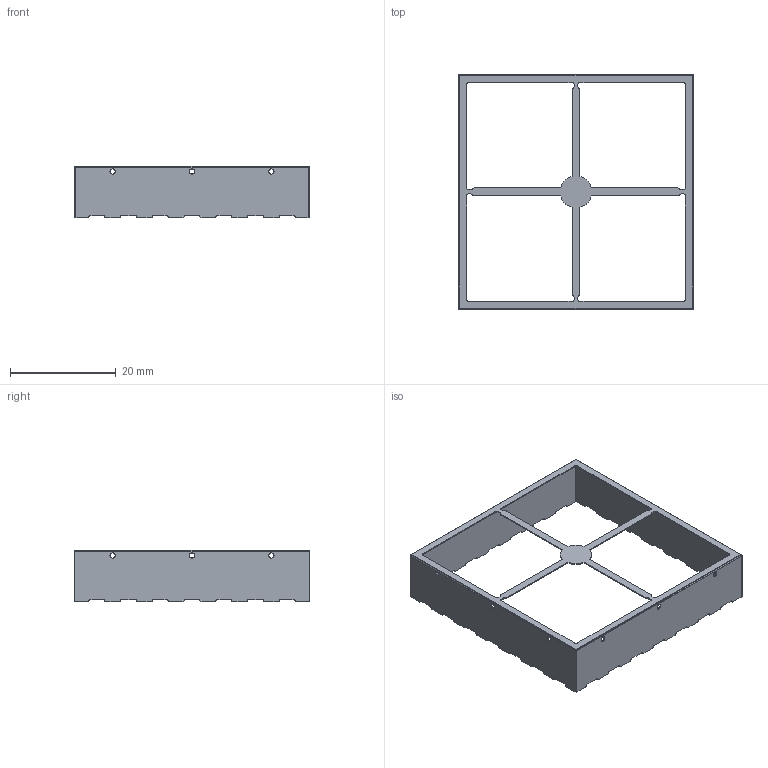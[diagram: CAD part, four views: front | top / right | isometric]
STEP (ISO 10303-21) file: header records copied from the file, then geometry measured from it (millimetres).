
FILE_DESCRIPTION(/* description */ ('Unknown'),/* implementation_level */ '2;1');
FILE_NAME(/* name */ 'H_Wurth_WE-SHC-SMT-FRAME_36107406S',/* time_stamp */ '2025-07-03T17:05:02+08:00',/* author */ ('Unknown'),/* organization */ ('Unknown'),/* preprocessor_version */ 'ST-DEVELOPER v19.4',/* originating_system */ 'Solid Edge',/* authorisation */ 'Unknown');
FILE_SCHEMA (('AUTOMOTIVE_DESIGN {1 0 10303 214 3 1 1}'));
Length unit declared in the file: millimetre
Products named in the file (1): H_Wurth_WE-SHC-SMT-FRAME_36107406S
Bounding box: 44.37 x 44.37 x 9.75 mm (x, y, z)
Volume: 403.9 mm3; surface area: 4163.9 mm2
Topology: 1 solids, 1 shells, 274 faces, 792 edges, 520 vertices
Faces by surface type: cylinder 164, plane 110
Full cylindrical faces by diameter (mm): 1 x12
Entity records: 9146 total; most frequent: DIRECTION 1658, CARTESIAN_POINT 1575, ORIENTED_EDGE 1560, EDGE_CURVE 780, AXIS2_PLACEMENT_3D 603, VERTEX_POINT 520, LINE 452, VECTOR 452
